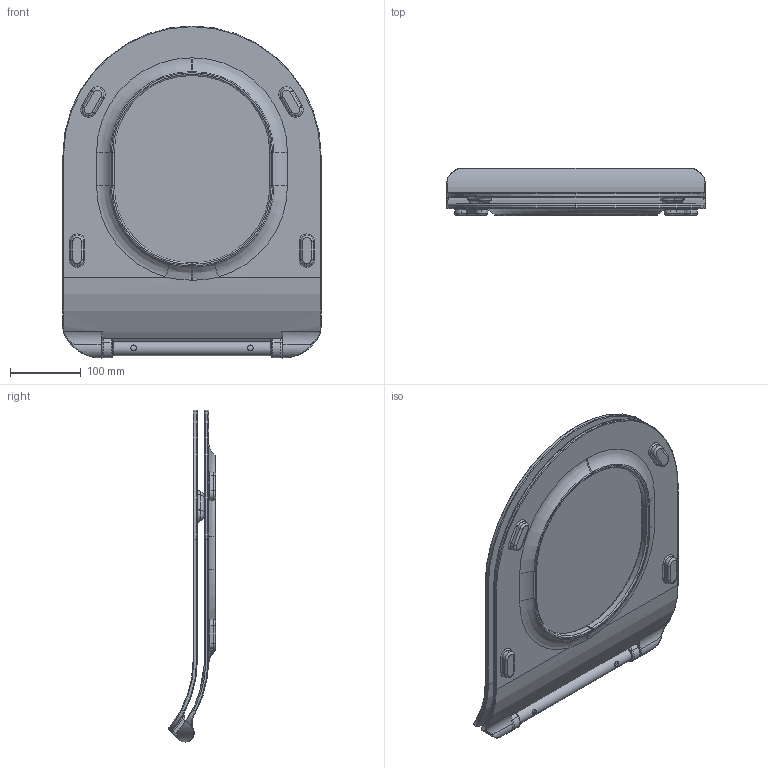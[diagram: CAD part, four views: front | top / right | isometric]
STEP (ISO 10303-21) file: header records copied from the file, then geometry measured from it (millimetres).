
FILE_DESCRIPTION (( 'STEP AP214' ), '1' );
FILE_NAME ('AUTS02_STEP_V10819.STEP', '2021-04-08T15:43:49', ( '' ), ( '' ), 'SwSTEP 2.0', 'SolidWorks 2019', '' );
FILE_SCHEMA (( 'AUTOMOTIVE_DESIGN' ));
Length unit declared in the file: millimetre
Products named in the file (1): AUTS02_STEP_V10819
Bounding box: 365 x 66.88 x 469.41 mm (x, y, z)
Volume: 1759155.1 mm3; surface area: 567442.2 mm2
Topology: 4 solids, 4 shells, 304 faces, 741 edges, 438 vertices
Faces by surface type: cylinder 110, torus 87, bspline 56, plane 51
Entity records: 11529 total; most frequent: CARTESIAN_POINT 4697, ORIENTED_EDGE 1458, DIRECTION 1426, EDGE_CURVE 729, AXIS2_PLACEMENT_3D 610, VERTEX_POINT 438, CIRCLE 361, EDGE_LOOP 313
